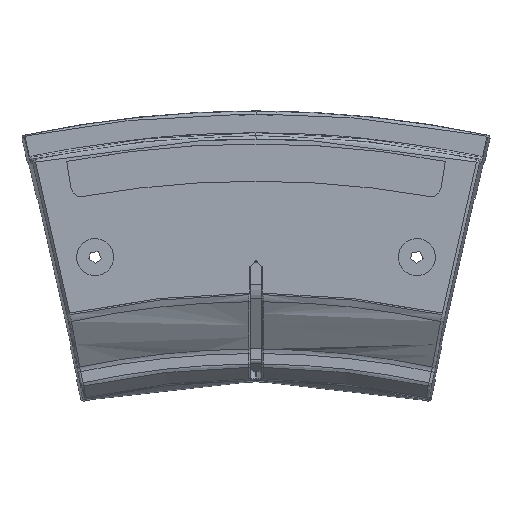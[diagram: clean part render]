
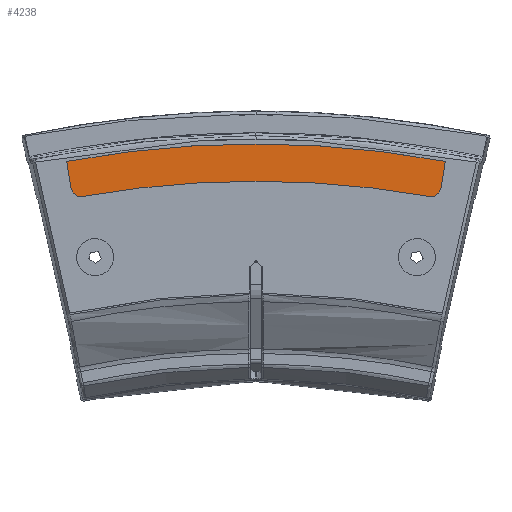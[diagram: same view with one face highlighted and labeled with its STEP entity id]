
A CAD part, top view. The second image highlights one B-rep face of the part: STEP entity #4238.
In plain terms, the highlighted planar face has unit normal (0, 0, 1).
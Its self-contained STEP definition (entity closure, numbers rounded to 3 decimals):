
#326=CIRCLE('',#4546,325.901);
#327=CIRCLE('',#4547,3.2);
#328=CIRCLE('',#4548,338.201);
#329=CIRCLE('',#4549,338.201);
#330=CIRCLE('',#4550,3.2);
#331=CIRCLE('',#4551,325.901);
#530=FACE_OUTER_BOUND('',#799,.T.);
#799=EDGE_LOOP('',(#2947,#2948,#2949,#2950,#2951,#2952,#2953,#2954));
#1097=LINE('',#6723,#1340);
#1098=LINE('',#6729,#1341);
#1340=VECTOR('',#5154,1.);
#1341=VECTOR('',#5159,1.);
#1755=VERTEX_POINT('',#6717);
#1756=VERTEX_POINT('',#6718);
#1757=VERTEX_POINT('',#6720);
#1758=VERTEX_POINT('',#6722);
#1759=VERTEX_POINT('',#6724);
#1760=VERTEX_POINT('',#6726);
#1761=VERTEX_POINT('',#6728);
#1762=VERTEX_POINT('',#6730);
#2204=EDGE_CURVE('',#1755,#1756,#326,.T.);
#2205=EDGE_CURVE('',#1757,#1755,#327,.T.);
#2206=EDGE_CURVE('',#1758,#1757,#1097,.T.);
#2207=EDGE_CURVE('',#1759,#1758,#328,.T.);
#2208=EDGE_CURVE('',#1760,#1759,#329,.T.);
#2209=EDGE_CURVE('',#1761,#1760,#1098,.T.);
#2210=EDGE_CURVE('',#1762,#1761,#330,.T.);
#2211=EDGE_CURVE('',#1756,#1762,#331,.T.);
#2947=ORIENTED_EDGE('',*,*,#2204,.F.);
#2948=ORIENTED_EDGE('',*,*,#2205,.F.);
#2949=ORIENTED_EDGE('',*,*,#2206,.F.);
#2950=ORIENTED_EDGE('',*,*,#2207,.F.);
#2951=ORIENTED_EDGE('',*,*,#2208,.F.);
#2952=ORIENTED_EDGE('',*,*,#2209,.F.);
#2953=ORIENTED_EDGE('',*,*,#2210,.F.);
#2954=ORIENTED_EDGE('',*,*,#2211,.F.);
#4139=PLANE('',#4545);
#4238=ADVANCED_FACE('',(#530),#4139,.F.);
#4545=AXIS2_PLACEMENT_3D('',#6716,#5148,#5149);
#4546=AXIS2_PLACEMENT_3D('',#6719,#5150,#5151);
#4547=AXIS2_PLACEMENT_3D('',#6721,#5152,#5153);
#4548=AXIS2_PLACEMENT_3D('',#6725,#5155,#5156);
#4549=AXIS2_PLACEMENT_3D('',#6727,#5157,#5158);
#4550=AXIS2_PLACEMENT_3D('',#6731,#5160,#5161);
#4551=AXIS2_PLACEMENT_3D('',#6732,#5162,#5163);
#5148=DIRECTION('center_axis',(0.,0.,-1.));
#5149=DIRECTION('ref_axis',(-1.,0.,0.));
#5150=DIRECTION('center_axis',(0.,0.,1.));
#5151=DIRECTION('ref_axis',(1.,0.,0.));
#5152=DIRECTION('center_axis',(0.,0.,-1.));
#5153=DIRECTION('ref_axis',(-1.,0.,0.));
#5154=DIRECTION('',(-0.156,-0.988,0.));
#5155=DIRECTION('center_axis',(0.,0.,-1.));
#5156=DIRECTION('ref_axis',(1.,0.,0.));
#5157=DIRECTION('center_axis',(0.,0.,-1.));
#5158=DIRECTION('ref_axis',(-1.,0.,0.));
#5159=DIRECTION('',(-0.156,0.988,0.));
#5160=DIRECTION('center_axis',(0.,0.,-1.));
#5161=DIRECTION('ref_axis',(1.,0.,0.));
#5162=DIRECTION('center_axis',(0.,0.,1.));
#5163=DIRECTION('ref_axis',(-1.,0.,0.));
#6716=CARTESIAN_POINT('Origin',(0.424,-308.274,22.8));
#6717=CARTESIAN_POINT('',(57.343,12.617,22.8));
#6718=CARTESIAN_POINT('',(0.,17.626,22.8));
#6719=CARTESIAN_POINT('Origin',(0.424,-308.274,22.8));
#6720=CARTESIAN_POINT('',(61.063,15.267,22.8));
#6721=CARTESIAN_POINT('Origin',(57.902,15.768,22.8));
#6722=CARTESIAN_POINT('',(62.475,24.185,22.8));
#6723=CARTESIAN_POINT('',(60.55,12.032,22.8));
#6724=CARTESIAN_POINT('',(0.,29.926,22.8));
#6725=CARTESIAN_POINT('Origin',(0.424,-308.274,22.8));
#6726=CARTESIAN_POINT('',(-62.475,24.185,22.8));
#6727=CARTESIAN_POINT('Origin',(-0.424,-308.274,22.8));
#6728=CARTESIAN_POINT('',(-61.063,15.267,22.8));
#6729=CARTESIAN_POINT('',(-60.55,12.032,22.8));
#6730=CARTESIAN_POINT('',(-57.343,12.617,22.8));
#6731=CARTESIAN_POINT('Origin',(-57.902,15.768,22.8));
#6732=CARTESIAN_POINT('Origin',(-0.424,-308.274,22.8));
